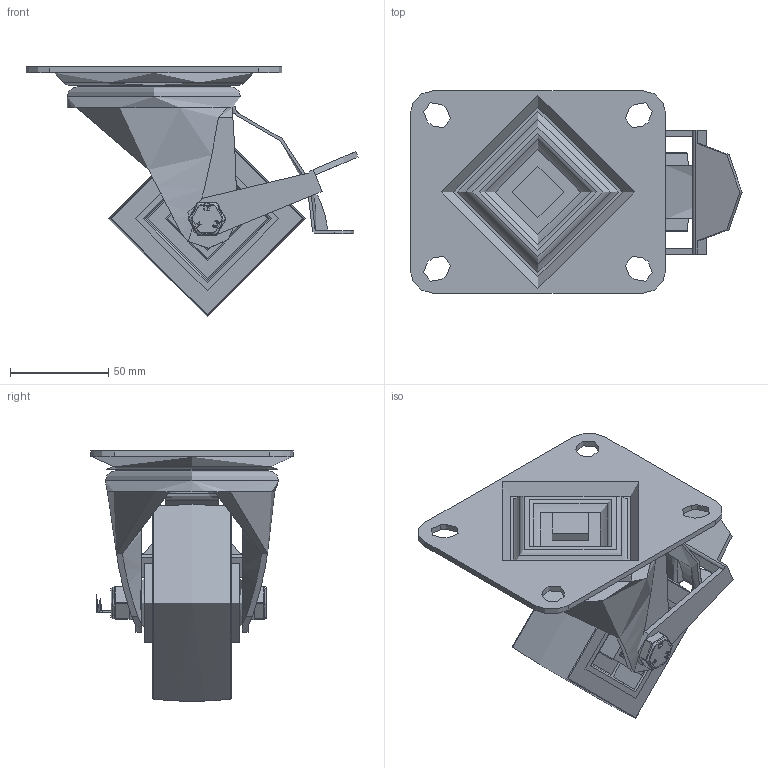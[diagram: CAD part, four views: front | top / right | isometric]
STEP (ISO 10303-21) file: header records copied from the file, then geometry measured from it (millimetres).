
FILE_DESCRIPTION(/* description */ (''),/* implementation_level */ '2;1');
FILE_NAME(/* name */ 'BZH100NPBJBRLP.step',/* time_stamp */ '2024-05-10T11:19:21+01:00',/* author */ (''),/* organization */ (''),/* preprocessor_version */ 'ST-DEVELOPER v20',/* originating_system */ 'Autodesk Translation Framework v12.20.1.177',/* authorisation */ '');
FILE_SCHEMA (('AUTOMOTIVE_DESIGN { 1 0 10303 214 3 1 1 }'));
Length unit declared in the file: millimetre
Products named in the file (32): BZH100NPBJBRLP; BZH100ASBRLP v1; ZINC PLATED, PRESSED STEEL TOP PLATE; ZINC PLATED, PRESSED STEEL FORKS; ZINC PLATED, PRESSED STEEL BRAKE; BRAKE PEDAL; BRAKE; BZH100WNPBJM15 v1; POLYURETHANE TYRE; NYLON RIM; BEARING6002; Pattern; BEARING6002 (1); Pattern (1); Component1; METAL; METAL2; MIDDLE; RUBBER; BEARING SPACER; TUBEM15X50 v1; ZINC PLATED AXLE TUBE; WP15X25X2BLK v1; NYLON WASHER; WP15X25X2BLK v1 (1); NYLON WASHER (1); BOLTM10X80Z8.8 v2; ZINC PLATED STEEL BOLT; NYLOCM10Z v1; NYLOC NUT; RUBBER (1); NUT
Assembly tree (54 placements, depth 5):
  BZH100NPBJBRLP
    BZH100ASBRLP v1
      ZINC PLATED, PRESSED STEEL TOP PLATE
      ZINC PLATED, PRESSED STEEL FORKS
      ZINC PLATED, PRESSED STEEL BRAKE
        BRAKE PEDAL
        BRAKE
    BZH100WNPBJM15 v1
      POLYURETHANE TYRE
      NYLON RIM
      BEARING6002
        METAL
        METAL2
        Pattern
          Component1  x9
        MIDDLE
        RUBBER  x2
      BEARING6002 (1)
        Pattern (1)
          Component1  x9
        METAL
        METAL2
        MIDDLE
        RUBBER  x2
      BEARING SPACER
    TUBEM15X50 v1
      ZINC PLATED AXLE TUBE
    WP15X25X2BLK v1
      NYLON WASHER
    WP15X25X2BLK v1 (1)
      NYLON WASHER (1)
    BOLTM10X80Z8.8 v2
      ZINC PLATED STEEL BOLT
    NYLOCM10Z v1
      NYLOC NUT
        RUBBER (1)
        NUT
Bounding box: 168.66 x 103 x 127.03 mm (x, y, z)
Volume: 354923.3 mm3; surface area: 165183 mm2
Topology: 41 solids, 41 shells, 1165 faces, 2911 edges, 1890 vertices
Faces by surface type: bspline 403, plane 400, cylinder 224, sphere 74, torus 41, cone 23
Full cylindrical faces by diameter (mm): 8.141 x18, 9.85 x19, 10 x3, 10.5 x5, 12 x2, 15 x4, 15.75 x2, 16 x2, 19 x3, 20 x4, 20.5 x4, 21.5 x4, 25 x2, 26 x1, 26.8 x4, 28 x3, 28.2 x8, 30 x2, 32 x4, 36 x1, 40 x2, 63 x2, 73 x2, 82 x1, 88 x1
Entity records: 28453 total; most frequent: CARTESIAN_POINT 12849, ORIENTED_EDGE 3140, DIRECTION 2901, EDGE_CURVE 1570, AXIS2_PLACEMENT_3D 1144, VERTEX_POINT 1010, EDGE_LOOP 765, FACE_OUTER_BOUND 650
